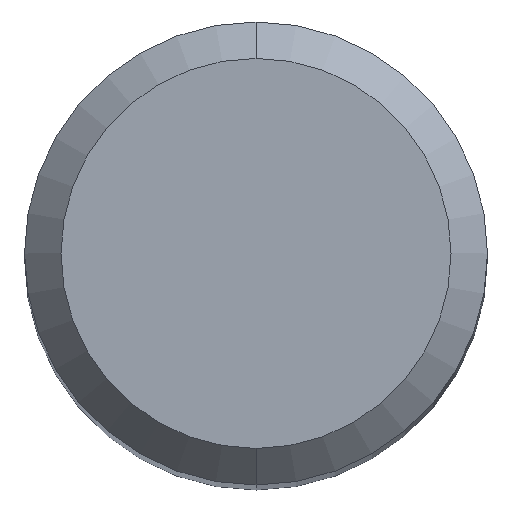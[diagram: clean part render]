
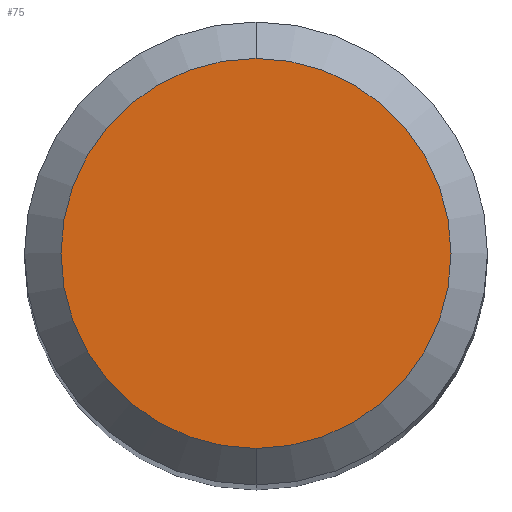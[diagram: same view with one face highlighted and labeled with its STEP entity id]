
A CAD part, top view. The second image highlights one B-rep face of the part: STEP entity #75.
In plain terms, the highlighted planar face has unit normal (0, 0, 1).
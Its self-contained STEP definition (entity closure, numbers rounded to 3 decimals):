
#55=PLANE('',#440);
#75=ADVANCED_FACE('',(#101),#55,.F.);
#101=FACE_OUTER_BOUND('',#121,.T.);
#121=EDGE_LOOP('',(#192,#193));
#192=ORIENTED_EDGE('',*,*,#249,.F.);
#193=ORIENTED_EDGE('',*,*,#247,.F.);
#212=VERTEX_POINT('',#704);
#213=VERTEX_POINT('',#706);
#247=EDGE_CURVE('',#212,#213,#273,.T.);
#249=EDGE_CURVE('',#213,#212,#274,.T.);
#273=CIRCLE('',#436,2.675);
#274=CIRCLE('',#438,2.675);
#436=AXIS2_PLACEMENT_3D('',#705,#554,#555);
#438=AXIS2_PLACEMENT_3D('',#709,#559,#560);
#440=AXIS2_PLACEMENT_3D('',#711,#563,#564);
#554=DIRECTION('',(0.,0.,-1.));
#555=DIRECTION('',(0.,-1.,0.));
#559=DIRECTION('',(0.,0.,-1.));
#560=DIRECTION('',(0.,1.,0.));
#563=DIRECTION('',(0.,0.,-1.));
#564=DIRECTION('',(0.,1.,0.));
#704=CARTESIAN_POINT('',(0.,-2.675,57.15));
#705=CARTESIAN_POINT('',(0.,0.,57.15));
#706=CARTESIAN_POINT('',(0.,2.675,57.15));
#709=CARTESIAN_POINT('',(0.,0.,57.15));
#711=CARTESIAN_POINT('',(0.,0.,57.15));
